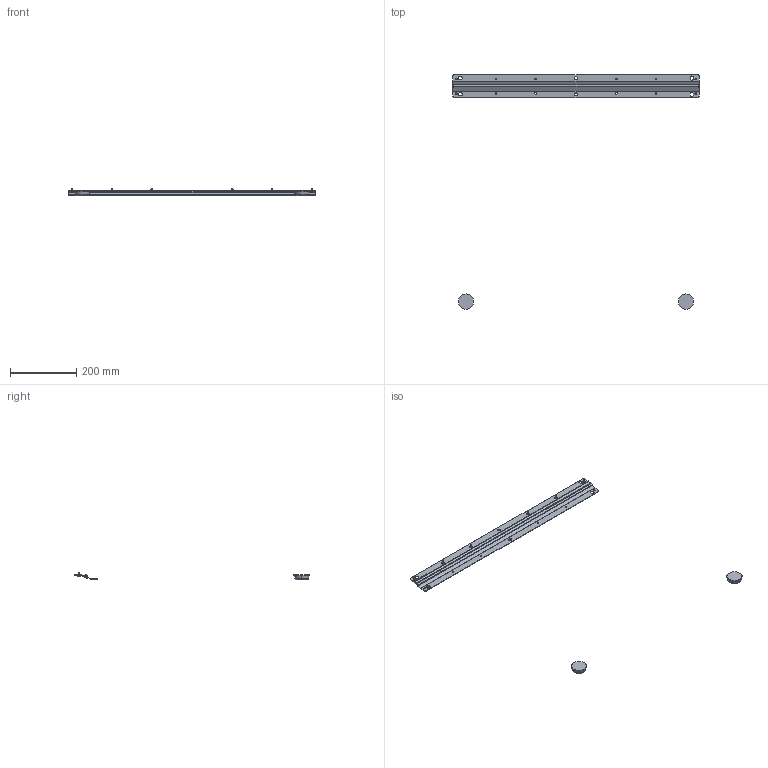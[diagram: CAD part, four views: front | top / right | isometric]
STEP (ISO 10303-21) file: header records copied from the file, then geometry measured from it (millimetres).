
FILE_DESCRIPTION(('Creo Elements/Direct Modeling STEP Export'),'2;1');
FILE_NAME('0018.0493_WRK300-400.stp','2017-07-21T11:42:40',(''),(''),'PTC Creo Elements/Direct Modeling STEP processor for AP214 (Solid Model)','PTC Creo Elements/Direct Modeling 19.0C 15-Aug-2015 (C) Parametric Technology GmbH','');
FILE_SCHEMA(('AUTOMOTIVE_DESIGN { 1 0 10303 214 1 1 1 1 }'));
Length unit declared in the file: millimetre
Products named in the file (5): Puffer_selbstkl.; Halteblech_Wand; Halteblech-Geraet; Puffer_selbstkl; 0018.0493_WRK300-400
Assembly tree (4 placements, depth 2):
  0018.0493_WRK300-400
    Puffer_selbstkl
    Halteblech-Geraet
    Halteblech_Wand
    Puffer_selbstkl.
Bounding box: 744 x 708 x 23.68 mm (x, y, z)
Volume: 159465.7 mm3; surface area: 143017.5 mm2
Topology: 4 solids, 4 shells, 260 faces, 642 edges, 420 vertices
Faces by surface type: cylinder 154, plane 70, cone 20, torus 16
Entity records: 7622 total; most frequent: DIRECTION 1378, ORIENTED_EDGE 1284, CARTESIAN_POINT 1240, EDGE_CURVE 642, AXIS2_PLACEMENT_3D 558, VERTEX_POINT 420, EDGE_LOOP 314, CIRCLE 296
